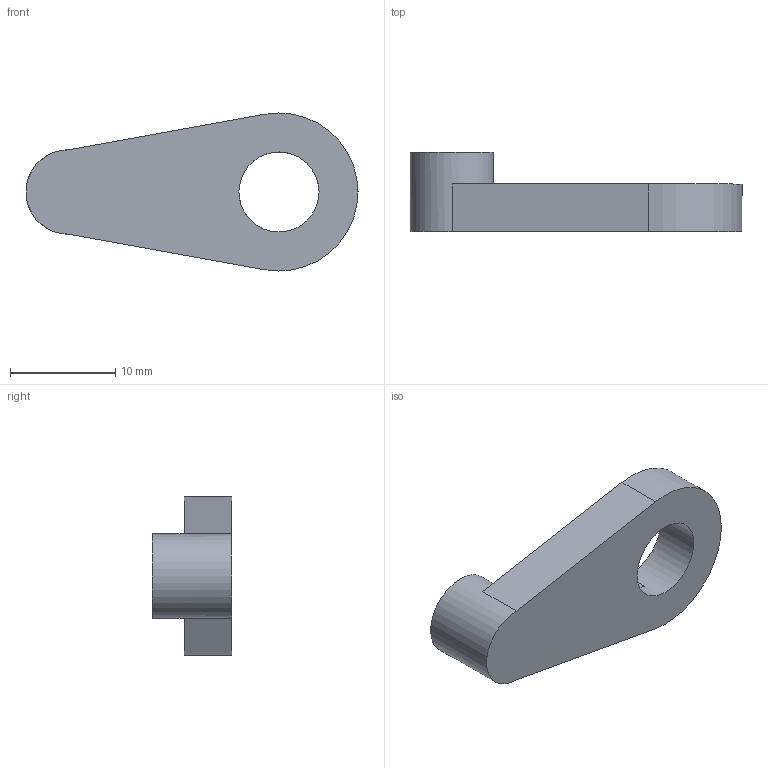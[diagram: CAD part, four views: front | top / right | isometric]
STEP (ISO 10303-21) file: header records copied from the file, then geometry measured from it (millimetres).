
FILE_DESCRIPTION(/* description */ (''),/* implementation_level */ '2;1');
FILE_NAME(/* name */ 'Servo arm extension.step',/* time_stamp */ '2018-11-08T23:19:34-05:00',/* author */ ('will.donaldson22'),/* organization */ (''),/* preprocessor_version */ 'ST-DEVELOPER v17.2',/* originating_system */ 'Autodesk Translation Framework v7.6.0.251',/* authorisation */ '');
FILE_SCHEMA (('AUTOMOTIVE_DESIGN { 1 0 10303 214 3 1 1 }'));
Length unit declared in the file: millimetre
Products named in the file (1): Servo arm extension
Bounding box: 31.5 x 7.5 x 15 mm (x, y, z)
Volume: 1324.1 mm3; surface area: 1187.9 mm2
Topology: 1 solids, 1 shells, 12 faces, 34 edges, 23 vertices
Faces by surface type: plane 8, cylinder 4
Full cylindrical faces by diameter (mm): 7.6 x1
Entity records: 445 total; most frequent: DIRECTION 75, CARTESIAN_POINT 70, ORIENTED_EDGE 68, EDGE_CURVE 34, AXIS2_PLACEMENT_3D 28, VERTEX_POINT 23, LINE 19, VECTOR 19
